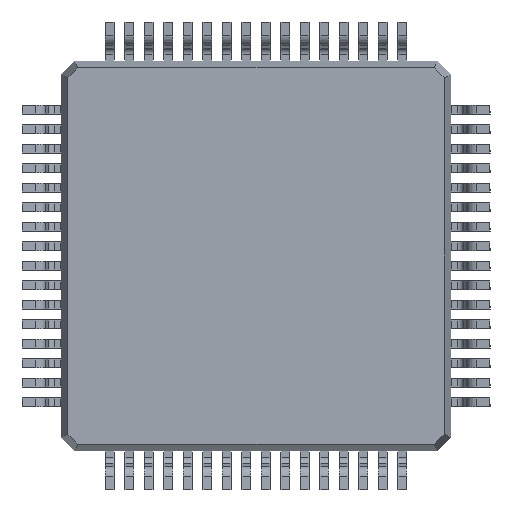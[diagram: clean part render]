
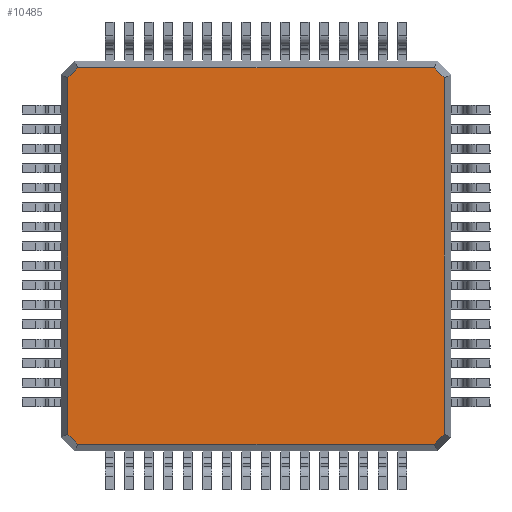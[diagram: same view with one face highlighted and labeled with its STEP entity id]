
A CAD part, front view. The second image highlights one B-rep face of the part: STEP entity #10485.
In plain terms, the highlighted planar face has unit normal (0, -1, 0).
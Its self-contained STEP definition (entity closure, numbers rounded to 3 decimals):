
#252 = EDGE_CURVE ( 'NONE', #10188, #18537, #5463, .T. ) ;
#1037 = LINE ( 'NONE', #4329, #14901 ) ;
#1750 = CARTESIAN_POINT ( 'NONE',  ( -4.577, 0.15, 4.823 ) ) ;
#2265 = CARTESIAN_POINT ( 'NONE',  ( -4.65, 0.15, -4.823 ) ) ;
#2487 = EDGE_CURVE ( 'NONE', #11492, #8263, #12397, .T. ) ;
#2538 = PLANE ( 'NONE',  #23137 ) ;
#2608 = DIRECTION ( 'NONE',  ( -0.707, 0., -0.707 ) ) ;
#2894 = CARTESIAN_POINT ( 'NONE',  ( -4.823, 0.15, -4.577 ) ) ;
#3797 = CARTESIAN_POINT ( 'NONE',  ( 4.823, 0.15, 4.577 ) ) ;
#3860 = CARTESIAN_POINT ( 'NONE',  ( -4.577, 0.15, -4.823 ) ) ;
#3995 = ORIENTED_EDGE ( 'NONE', *, *, #23598, .T. ) ;
#4329 = CARTESIAN_POINT ( 'NONE',  ( 4.525, 0.15, -4.875 ) ) ;
#4331 = EDGE_CURVE ( 'NONE', #20508, #14694, #15410, .T. ) ;
#4509 = VECTOR ( 'NONE', #2608, 1000. ) ;
#5463 = LINE ( 'NONE', #2265, #10073 ) ;
#5825 = CARTESIAN_POINT ( 'NONE',  ( 4.823, 0.15, -4.577 ) ) ;
#6079 = DIRECTION ( 'NONE',  ( 0., 0., 1. ) ) ;
#6920 = CARTESIAN_POINT ( 'NONE',  ( 0., 0.15, 0. ) ) ;
#7226 = VECTOR ( 'NONE', #18962, 1000. ) ;
#8112 = ORIENTED_EDGE ( 'NONE', *, *, #4331, .T. ) ;
#8263 = VERTEX_POINT ( 'NONE', #2894 ) ;
#8419 = ORIENTED_EDGE ( 'NONE', *, *, #14094, .T. ) ;
#9180 = FACE_OUTER_BOUND ( 'NONE', #12354, .T. ) ;
#9399 = DIRECTION ( 'NONE',  ( 0., 0., -1. ) ) ;
#10073 = VECTOR ( 'NONE', #17581, 1000. ) ;
#10188 = VERTEX_POINT ( 'NONE', #3860 ) ;
#10418 = LINE ( 'NONE', #25727, #7226 ) ;
#10485 = ADVANCED_FACE ( 'NONE', ( #9180 ), #2538, .T. ) ;
#10547 = ORIENTED_EDGE ( 'NONE', *, *, #27681, .T. ) ;
#11492 = VERTEX_POINT ( 'NONE', #22482 ) ;
#11591 = ORIENTED_EDGE ( 'NONE', *, *, #2487, .T. ) ;
#11692 = DIRECTION ( 'NONE',  ( 0.707, 0., 0.707 ) ) ;
#11855 = VECTOR ( 'NONE', #13835, 1000. ) ;
#12127 = CARTESIAN_POINT ( 'NONE',  ( 4.577, 0.15, 4.823 ) ) ;
#12354 = EDGE_LOOP ( 'NONE', ( #8419, #10547, #3995, #11591, #14663, #13046, #17082, #8112 ) ) ;
#12397 = LINE ( 'NONE', #20363, #23319 ) ;
#12439 = VERTEX_POINT ( 'NONE', #12127 ) ;
#12935 = CARTESIAN_POINT ( 'NONE',  ( -4.875, 0.15, -4.525 ) ) ;
#13046 = ORIENTED_EDGE ( 'NONE', *, *, #252, .T. ) ;
#13423 = LINE ( 'NONE', #14238, #4509 ) ;
#13835 = DIRECTION ( 'NONE',  ( -0.707, 0., 0.707 ) ) ;
#14094 = EDGE_CURVE ( 'NONE', #14694, #12439, #21404, .T. ) ;
#14238 = CARTESIAN_POINT ( 'NONE',  ( -4.525, 0.15, 4.875 ) ) ;
#14663 = ORIENTED_EDGE ( 'NONE', *, *, #21045, .T. ) ;
#14694 = VERTEX_POINT ( 'NONE', #3797 ) ;
#14901 = VECTOR ( 'NONE', #11692, 1000. ) ;
#15045 = LINE ( 'NONE', #12935, #18937 ) ;
#15410 = LINE ( 'NONE', #19654, #17191 ) ;
#16952 = VERTEX_POINT ( 'NONE', #1750 ) ;
#17082 = ORIENTED_EDGE ( 'NONE', *, *, #24638, .T. ) ;
#17191 = VECTOR ( 'NONE', #6079, 1000. ) ;
#17326 = CARTESIAN_POINT ( 'NONE',  ( 4.577, 0.15, -4.823 ) ) ;
#17581 = DIRECTION ( 'NONE',  ( 1., 0., 0. ) ) ;
#17597 = DIRECTION ( 'NONE',  ( 0.707, 0., -0.707 ) ) ;
#18537 = VERTEX_POINT ( 'NONE', #17326 ) ;
#18577 = CARTESIAN_POINT ( 'NONE',  ( 4.875, 0.15, 4.525 ) ) ;
#18937 = VECTOR ( 'NONE', #17597, 1000. ) ;
#18962 = DIRECTION ( 'NONE',  ( -1., 0., 0. ) ) ;
#19654 = CARTESIAN_POINT ( 'NONE',  ( 4.823, 0.15, -4.65 ) ) ;
#20363 = CARTESIAN_POINT ( 'NONE',  ( -4.823, 0.15, 4.65 ) ) ;
#20508 = VERTEX_POINT ( 'NONE', #5825 ) ;
#21045 = EDGE_CURVE ( 'NONE', #8263, #10188, #15045, .T. ) ;
#21404 = LINE ( 'NONE', #18577, #11855 ) ;
#22482 = CARTESIAN_POINT ( 'NONE',  ( -4.823, 0.15, 4.577 ) ) ;
#22923 = DIRECTION ( 'NONE',  ( 0., -1., 0. ) ) ;
#23137 = AXIS2_PLACEMENT_3D ( 'NONE', #6920, #22923, #9399 ) ;
#23319 = VECTOR ( 'NONE', #24877, 1000. ) ;
#23598 = EDGE_CURVE ( 'NONE', #16952, #11492, #13423, .T. ) ;
#24638 = EDGE_CURVE ( 'NONE', #18537, #20508, #1037, .T. ) ;
#24877 = DIRECTION ( 'NONE',  ( 0., 0., -1. ) ) ;
#25727 = CARTESIAN_POINT ( 'NONE',  ( 4.65, 0.15, 4.823 ) ) ;
#27681 = EDGE_CURVE ( 'NONE', #12439, #16952, #10418, .T. ) ;
